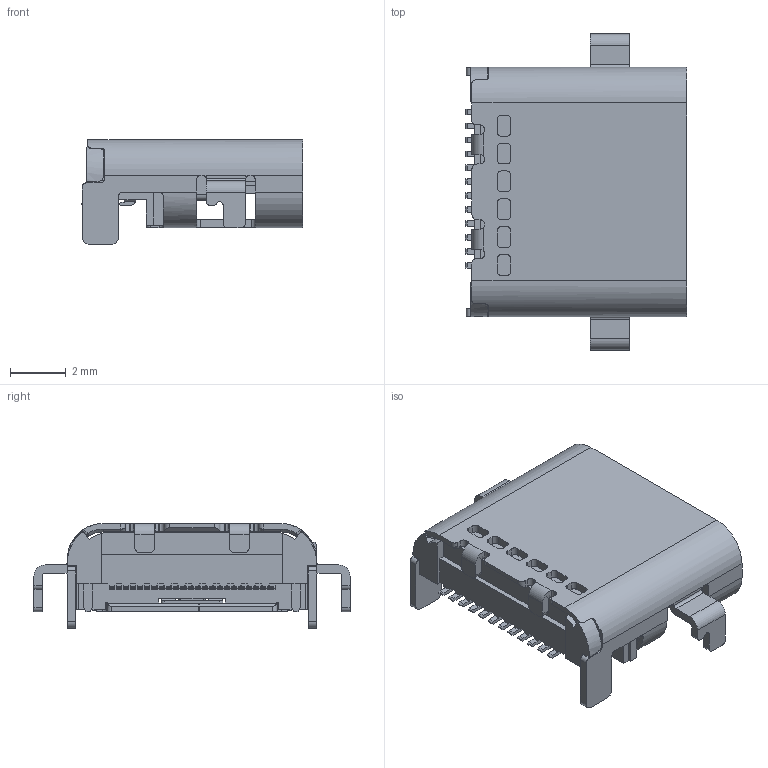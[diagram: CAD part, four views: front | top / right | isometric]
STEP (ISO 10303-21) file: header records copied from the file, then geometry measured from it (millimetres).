
FILE_DESCRIPTION((''),'2;1');
FILE_NAME('111','2025-02-28T17:07:44',('Administrator'),(''),'CREO PARAMETRIC BY PTC INC, 2020154','CREO PARAMETRIC BY PTC INC, 2020154','');
FILE_SCHEMA(('CONFIG_CONTROL_DESIGN','SHAPE_APPEARANCE_LAYERS_GROUPS'));
Length unit declared in the file: millimetre
Products named in the file (1): 111
Bounding box: 7.93 x 11.34 x 3.76 mm (x, y, z)
Volume: 113.2 mm3; surface area: 530.6 mm2
Topology: 1 solids, 1 shells, 1059 faces, 3075 edges, 2014 vertices
Faces by surface type: plane 733, cylinder 282, cone 20, bspline 12, torus 12
Entity records: 41147 total; most frequent: CARTESIAN_POINT 7674, ORIENTED_EDGE 6150, DIRECTION 5524, EDGE_CURVE 3075, VECTOR 2202, LINE 2202, VERTEX_POINT 2014, AXIS2_PLACEMENT_3D 1661
